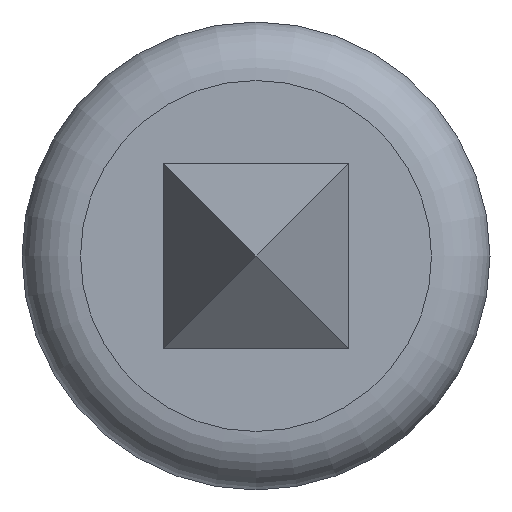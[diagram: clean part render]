
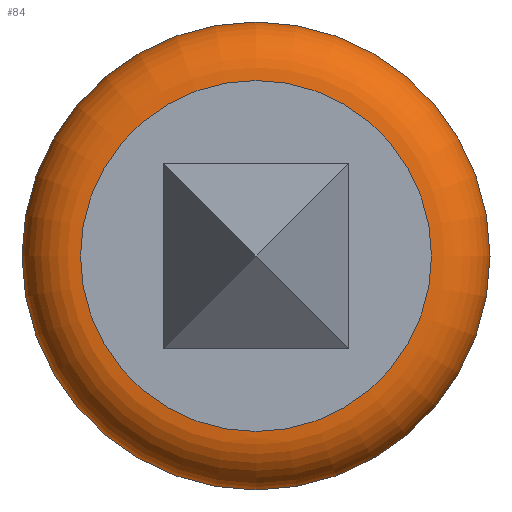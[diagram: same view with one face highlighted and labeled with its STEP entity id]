
A CAD part, front view. The second image highlights one B-rep face of the part: STEP entity #84.
In plain terms, the highlighted toroidal (fillet/blend) face has major radius 0.75 mm and minor radius 0.25 mm.
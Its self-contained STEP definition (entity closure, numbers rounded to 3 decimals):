
#84 = ADVANCED_FACE( '', ( #109, #110, #111 ), #112, .T. );
#109 = FACE_BOUND( '', #143, .T. );
#110 = FACE_OUTER_BOUND( '', #144, .T. );
#111 = FACE_OUTER_BOUND( '', #145, .T. );
#112 = TOROIDAL_SURFACE( '', #146, 0.75, 0.25 );
#143 = VERTEX_LOOP( '', #218 );
#144 = EDGE_LOOP( '', ( #219 ) );
#145 = EDGE_LOOP( '', ( #220 ) );
#146 = AXIS2_PLACEMENT_3D( '', #221, #222, #223 );
#218 = VERTEX_POINT( '', #260 );
#219 = ORIENTED_EDGE( '', *, *, #261, .T. );
#220 = ORIENTED_EDGE( '', *, *, #259, .F. );
#221 = CARTESIAN_POINT( '', ( 0., 4.75, 0. ) );
#222 = DIRECTION( '', ( 0., -1., 0. ) );
#223 = DIRECTION( '', ( 0., 0., -1. ) );
#259 = EDGE_CURVE( '', #290, #290, #291, .T. );
#260 = CARTESIAN_POINT( '', ( 0., 4.75, -1. ) );
#261 = EDGE_CURVE( '', #292, #292, #293, .T. );
#290 = VERTEX_POINT( '', #341 );
#291 = CIRCLE( '', #342, 0.75 );
#292 = VERTEX_POINT( '', #343 );
#293 = CIRCLE( '', #344, 0.75 );
#341 = CARTESIAN_POINT( '', ( 0., 4.5, -0.75 ) );
#342 = AXIS2_PLACEMENT_3D( '', #367, #368, #369 );
#343 = CARTESIAN_POINT( '', ( 0., 5., -0.75 ) );
#344 = AXIS2_PLACEMENT_3D( '', #370, #371, #372 );
#367 = CARTESIAN_POINT( '', ( 0., 4.5, 0. ) );
#368 = DIRECTION( '', ( 0., -1., 0. ) );
#369 = DIRECTION( '', ( 0., 0., -1. ) );
#370 = CARTESIAN_POINT( '', ( 0., 5., 0. ) );
#371 = DIRECTION( '', ( 0., -1., 0. ) );
#372 = DIRECTION( '', ( 0., 0., -1. ) );
